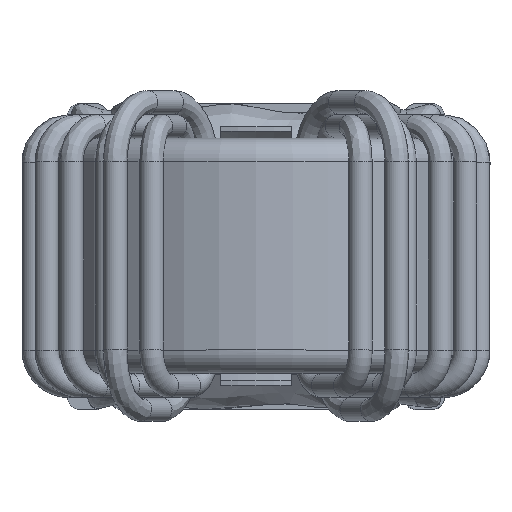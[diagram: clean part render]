
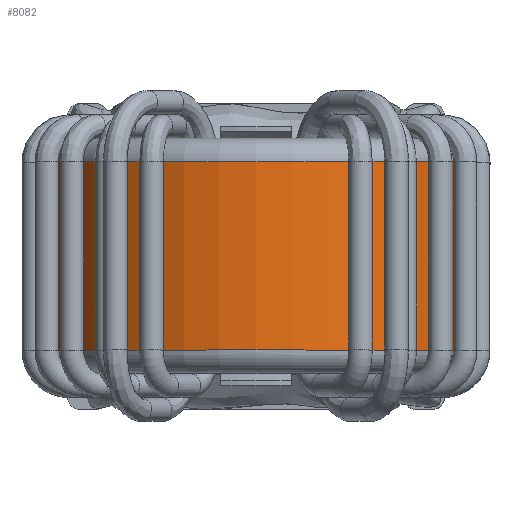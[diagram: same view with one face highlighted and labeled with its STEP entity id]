
A CAD part, top view. The second image highlights one B-rep face of the part: STEP entity #8082.
In plain terms, the highlighted cylindrical face has radius 9 mm (diameter 18 mm), a full revolution.
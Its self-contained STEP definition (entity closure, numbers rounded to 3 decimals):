
#1991=ORIENTED_EDGE('',*,*,#2956,.T.);
#1992=ORIENTED_EDGE('',*,*,#2957,.T.);
#2956=EDGE_CURVE('',#3519,#3519,#3835,.T.);
#2957=EDGE_CURVE('',#3520,#3520,#3836,.F.);
#3519=VERTEX_POINT('',#18323);
#3520=VERTEX_POINT('',#18325);
#3835=CIRCLE('',#8621,9.);
#3836=CIRCLE('',#8622,9.);
#4241=EDGE_LOOP('',(#1991));
#4242=EDGE_LOOP('',(#1992));
#4873=FACE_BOUND('',#4241,.T.);
#4874=FACE_BOUND('',#4242,.T.);
#5364=CYLINDRICAL_SURFACE('',#8620,9.);
#8082=ADVANCED_FACE('',(#4873,#4874),#5364,.T.);
#8620=AXIS2_PLACEMENT_3D('',#18321,#9800,#9801);
#8621=AXIS2_PLACEMENT_3D('',#18322,#9802,#9803);
#8622=AXIS2_PLACEMENT_3D('',#18324,#9804,#9805);
#9800=DIRECTION('',(0.,1.,0.));
#9801=DIRECTION('',(0.,0.,1.));
#9802=DIRECTION('',(0.,1.,0.));
#9803=DIRECTION('',(0.,0.,1.));
#9804=DIRECTION('',(0.,1.,0.));
#9805=DIRECTION('',(0.,0.,1.));
#18321=CARTESIAN_POINT('',(0.,-5.,9.1));
#18322=CARTESIAN_POINT('',(0.,-4.,9.1));
#18323=CARTESIAN_POINT('',(0.,-4.,18.1));
#18324=CARTESIAN_POINT('',(0.,4.,9.1));
#18325=CARTESIAN_POINT('',(0.,4.,18.1));
